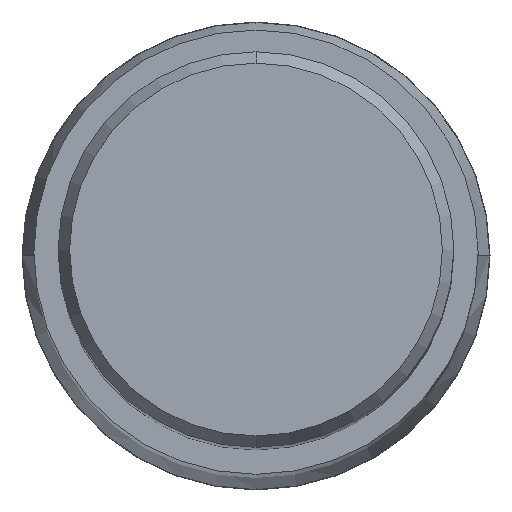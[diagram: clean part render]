
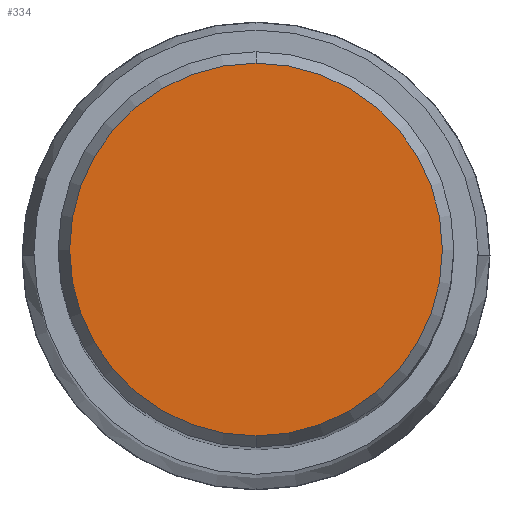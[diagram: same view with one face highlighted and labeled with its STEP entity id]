
A CAD part, top view. The second image highlights one B-rep face of the part: STEP entity #334.
In plain terms, the highlighted planar face has unit normal (0, 0, 1).
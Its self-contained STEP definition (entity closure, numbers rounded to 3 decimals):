
#286=VERTEX_POINT('',#628);
#334=ADVANCED_FACE('',(#680),#681,.T.);
#336=EDGE_CURVE('',#358,#286,#683,.T.);
#358=VERTEX_POINT('',#707);
#486=EDGE_CURVE('',#286,#358,#850,.T.);
#628=CARTESIAN_POINT('',(0.,-14.958,0.0));
#680=FACE_OUTER_BOUND('',#1080,.T.);
#681=PLANE('',#1081);
#683=CIRCLE('',#1084,14.958);
#707=CARTESIAN_POINT('',(0.0,14.958,0.0));
#850=CIRCLE('',#1293,14.958);
#1080=EDGE_LOOP('',(#1512,#1513));
#1081=AXIS2_PLACEMENT_3D('',#1514,#1515,#1516);
#1084=AXIS2_PLACEMENT_3D('',#1517,#1518,#1519);
#1293=AXIS2_PLACEMENT_3D('',#1765,#1766,#1767);
#1512=ORIENTED_EDGE('',*,*,#336,.F.);
#1513=ORIENTED_EDGE('',*,*,#486,.F.);
#1514=CARTESIAN_POINT('',(0.0,7.479,0.0));
#1515=DIRECTION('',(-0.0,0.0,1.0));
#1516=DIRECTION('',(0.0,-1.0,0.0));
#1517=CARTESIAN_POINT('',(0.0,0.0,0.0));
#1518=DIRECTION('',(0.0,0.0,-1.0));
#1519=DIRECTION('',(0.0,1.0,0.0));
#1765=CARTESIAN_POINT('',(0.0,0.0,0.0));
#1766=DIRECTION('',(0.0,0.0,-1.0));
#1767=DIRECTION('',(0.0,1.0,0.0));
